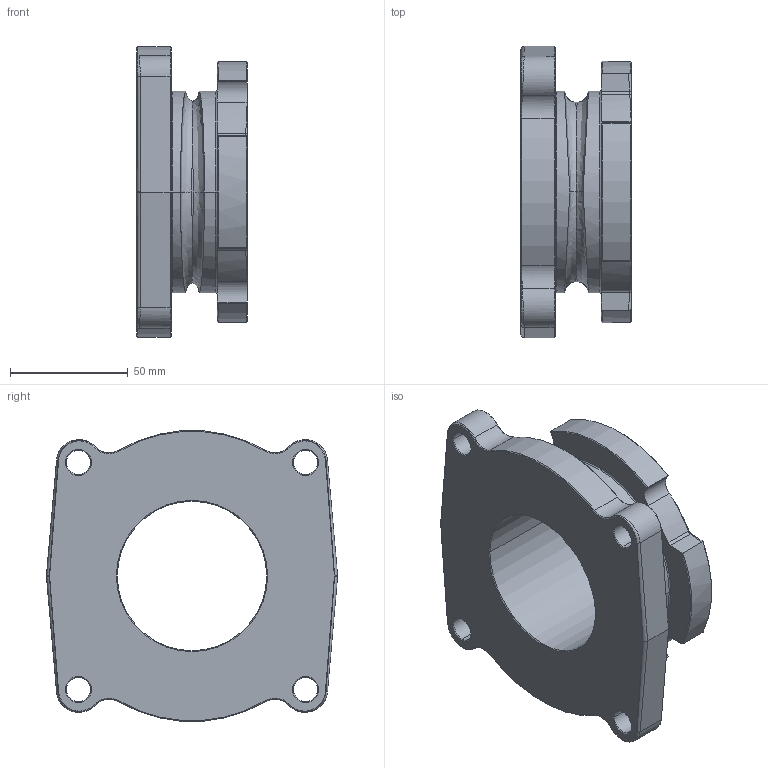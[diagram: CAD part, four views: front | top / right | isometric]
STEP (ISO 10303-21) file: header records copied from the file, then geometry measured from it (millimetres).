
FILE_DESCRIPTION((''),'2;1');
FILE_NAME('C20458','2016-05-03T',('jhabe'),(''),'CREO PARAMETRIC BY PTC INC, 2015290','CREO PARAMETRIC BY PTC INC, 2015290','');
FILE_SCHEMA(('CONFIG_CONTROL_DESIGN'));
Length unit declared in the file: inch
Products named in the file (1): C20458
Bounding box: 46.81 x 123.83 x 123.47 mm (x, y, z)
Volume: 256982.3 mm3; surface area: 56933.8 mm2
Topology: 1 solids, 1 shells, 172 faces, 410 edges, 244 vertices
Faces by surface type: cylinder 54, cone 48, bspline 36, plane 26, torus 8
Entity records: 7939 total; most frequent: CARTESIAN_POINT 4163, ORIENTED_EDGE 820, DIRECTION 724, EDGE_CURVE 410, AXIS2_PLACEMENT_3D 296, VERTEX_POINT 244, EDGE_LOOP 186, FACE_OUTER_BOUND 172
